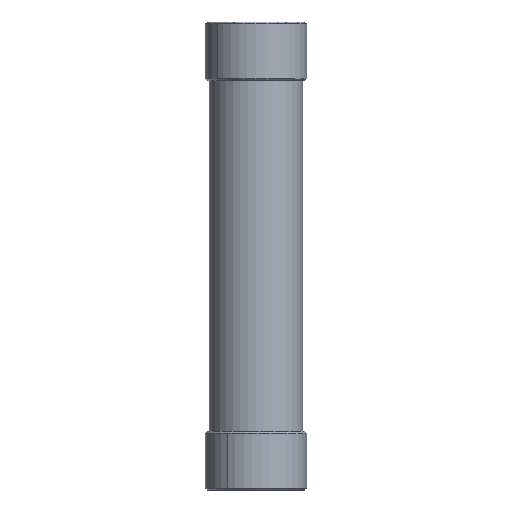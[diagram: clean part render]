
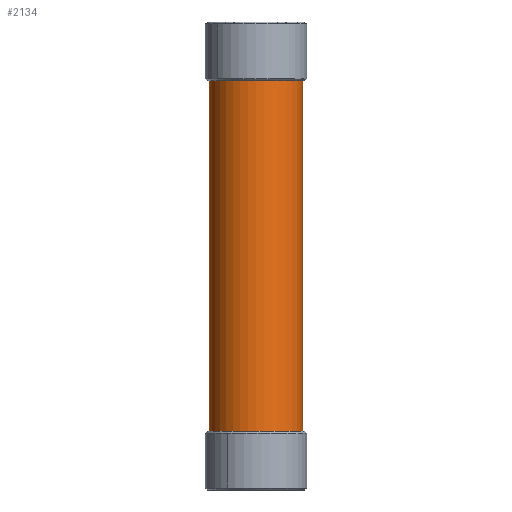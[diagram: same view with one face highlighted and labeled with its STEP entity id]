
A CAD part, front view. The second image highlights one B-rep face of the part: STEP entity #2134.
In plain terms, the highlighted cylindrical face has radius 24 mm (diameter 48 mm), a partial arc.
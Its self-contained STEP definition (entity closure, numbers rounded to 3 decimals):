
#41 = VECTOR ( 'NONE', #1307, 1000. ) ;
#107 = ORIENTED_EDGE ( 'NONE', *, *, #1501, .T. ) ;
#110 = ORIENTED_EDGE ( 'NONE', *, *, #649, .F. ) ;
#212 = AXIS2_PLACEMENT_3D ( 'NONE', #1292, #1776, #1787 ) ;
#272 = DIRECTION ( 'NONE',  ( 0., 0., 1. ) ) ;
#341 = CARTESIAN_POINT ( 'NONE',  ( 0., 0., 0. ) ) ;
#362 = CARTESIAN_POINT ( 'NONE',  ( 0., 0., -200. ) ) ;
#366 = AXIS2_PLACEMENT_3D ( 'NONE', #362, #576, #1266 ) ;
#417 = AXIS2_PLACEMENT_3D ( 'NONE', #341, #1711, #662 ) ;
#431 = CARTESIAN_POINT ( 'NONE',  ( -24., 0., -200. ) ) ;
#439 = CARTESIAN_POINT ( 'NONE',  ( 24., 0., 0. ) ) ;
#482 = VERTEX_POINT ( 'NONE', #431 ) ;
#499 = VECTOR ( 'NONE', #272, 1000. ) ;
#576 = DIRECTION ( 'NONE',  ( 0., 0., -1. ) ) ;
#649 = EDGE_CURVE ( 'NONE', #1892, #482, #980, .T. ) ;
#662 = DIRECTION ( 'NONE',  ( -1., 0., 0. ) ) ;
#879 = CYLINDRICAL_SURFACE ( 'NONE', #212, 24. ) ;
#926 = VERTEX_POINT ( 'NONE', #1536 ) ;
#980 = CIRCLE ( 'NONE', #366, 24. ) ;
#986 = ORIENTED_EDGE ( 'NONE', *, *, #1800, .F. ) ;
#1118 = CARTESIAN_POINT ( 'NONE',  ( -24., 0., -200. ) ) ;
#1167 = EDGE_CURVE ( 'NONE', #2170, #926, #1500, .T. ) ;
#1266 = DIRECTION ( 'NONE',  ( -1., 0., 0. ) ) ;
#1280 = FACE_OUTER_BOUND ( 'NONE', #1499, .T. ) ;
#1292 = CARTESIAN_POINT ( 'NONE',  ( 0., 0., -200. ) ) ;
#1307 = DIRECTION ( 'NONE',  ( 0., 0., 1. ) ) ;
#1324 = CARTESIAN_POINT ( 'NONE',  ( 24., 0., -200. ) ) ;
#1499 = EDGE_LOOP ( 'NONE', ( #986, #110, #107, #1807 ) ) ;
#1500 = CIRCLE ( 'NONE', #417, 24. ) ;
#1501 = EDGE_CURVE ( 'NONE', #1892, #2170, #1997, .T. ) ;
#1536 = CARTESIAN_POINT ( 'NONE',  ( -24., 0., 0. ) ) ;
#1677 = LINE ( 'NONE', #1118, #499 ) ;
#1711 = DIRECTION ( 'NONE',  ( 0., 0., -1. ) ) ;
#1776 = DIRECTION ( 'NONE',  ( 0., 0., 1. ) ) ;
#1787 = DIRECTION ( 'NONE',  ( 1., 0., 0. ) ) ;
#1800 = EDGE_CURVE ( 'NONE', #482, #926, #1677, .T. ) ;
#1807 = ORIENTED_EDGE ( 'NONE', *, *, #1167, .T. ) ;
#1892 = VERTEX_POINT ( 'NONE', #1324 ) ;
#1971 = CARTESIAN_POINT ( 'NONE',  ( 24., 0., -200. ) ) ;
#1997 = LINE ( 'NONE', #1971, #41 ) ;
#2134 = ADVANCED_FACE ( 'NONE', ( #1280 ), #879, .T. ) ;
#2170 = VERTEX_POINT ( 'NONE', #439 ) ;
